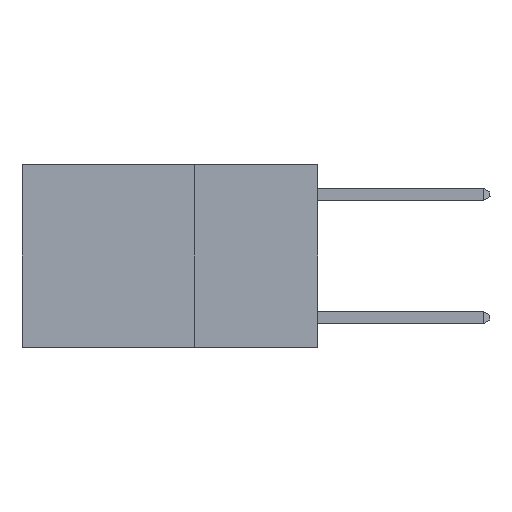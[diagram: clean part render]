
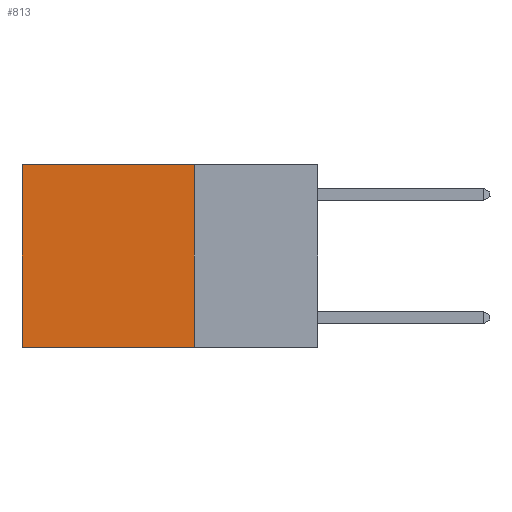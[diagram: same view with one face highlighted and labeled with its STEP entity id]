
A CAD part, left-side view. The second image highlights one B-rep face of the part: STEP entity #813.
In plain terms, the highlighted planar face has unit normal (-1, 0, 0).
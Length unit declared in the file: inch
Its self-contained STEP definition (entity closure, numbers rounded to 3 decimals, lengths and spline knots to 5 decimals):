
#202 = ORIENTED_EDGE ( 'NONE', *, *, #13237, .F. ) ;
#325 = CARTESIAN_POINT ( 'NONE',  ( 0.2625, 0.25, 0. ) ) ;
#383 = LINE ( 'NONE', #4516, #12816 ) ;
#410 = ORIENTED_EDGE ( 'NONE', *, *, #707, .F. ) ;
#707 = EDGE_CURVE ( 'NONE', #6554, #2814, #8363, .T. ) ;
#813 = ADVANCED_FACE ( 'NONE', ( #7632 ), #4212, .F. ) ;
#1070 = DIRECTION ( 'NONE',  ( 0., 0., -1. ) ) ;
#1473 = EDGE_LOOP ( 'NONE', ( #8276, #202, #410, #9676 ) ) ;
#2809 = CARTESIAN_POINT ( 'NONE',  ( 0.2625, 0.25, -0.37 ) ) ;
#2814 = VERTEX_POINT ( 'NONE', #2809 ) ;
#2849 = LINE ( 'NONE', #325, #12093 ) ;
#2876 = CARTESIAN_POINT ( 'NONE',  ( 0.2625, 0.6, 0. ) ) ;
#4023 = VERTEX_POINT ( 'NONE', #6166 ) ;
#4212 = PLANE ( 'NONE',  #10243 ) ;
#4516 = CARTESIAN_POINT ( 'NONE',  ( 0.2625, 0.6, 0. ) ) ;
#4660 = CARTESIAN_POINT ( 'NONE',  ( 0.2625, 0.25, 0. ) ) ;
#5157 = VECTOR ( 'NONE', #1070, 39.37008 ) ;
#6166 = CARTESIAN_POINT ( 'NONE',  ( 0.2625, 0.6, -0.37 ) ) ;
#6554 = VERTEX_POINT ( 'NONE', #13243 ) ;
#7632 = FACE_OUTER_BOUND ( 'NONE', #1473, .T. ) ;
#8276 = ORIENTED_EDGE ( 'NONE', *, *, #8325, .T. ) ;
#8325 = EDGE_CURVE ( 'NONE', #15108, #4023, #383, .T. ) ;
#8363 = LINE ( 'NONE', #9979, #5157 ) ;
#9527 = DIRECTION ( 'NONE',  ( 0., 0., -1. ) ) ;
#9676 = ORIENTED_EDGE ( 'NONE', *, *, #13401, .T. ) ;
#9762 = DIRECTION ( 'NONE',  ( 1., 0., 0. ) ) ;
#9974 = DIRECTION ( 'NONE',  ( 0., 1., 0. ) ) ;
#9979 = CARTESIAN_POINT ( 'NONE',  ( 0.2625, 0.25, 0. ) ) ;
#10243 = AXIS2_PLACEMENT_3D ( 'NONE', #4660, #9762, #9527 ) ;
#10789 = VECTOR ( 'NONE', #12057, 39.37008 ) ;
#10850 = CARTESIAN_POINT ( 'NONE',  ( 0.2625, 0.25, -0.37 ) ) ;
#12057 = DIRECTION ( 'NONE',  ( 0., 1., 0. ) ) ;
#12093 = VECTOR ( 'NONE', #9974, 39.37008 ) ;
#12816 = VECTOR ( 'NONE', #15316, 39.37008 ) ;
#13237 = EDGE_CURVE ( 'NONE', #2814, #4023, #13978, .T. ) ;
#13243 = CARTESIAN_POINT ( 'NONE',  ( 0.2625, 0.25, 0. ) ) ;
#13401 = EDGE_CURVE ( 'NONE', #6554, #15108, #2849, .T. ) ;
#13978 = LINE ( 'NONE', #10850, #10789 ) ;
#15108 = VERTEX_POINT ( 'NONE', #2876 ) ;
#15316 = DIRECTION ( 'NONE',  ( 0., 0., -1. ) ) ;
